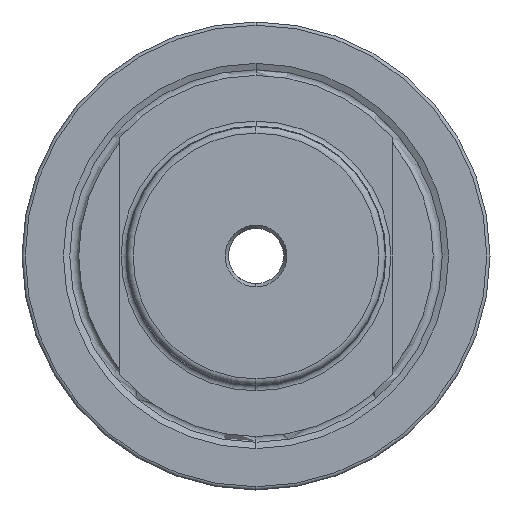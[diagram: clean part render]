
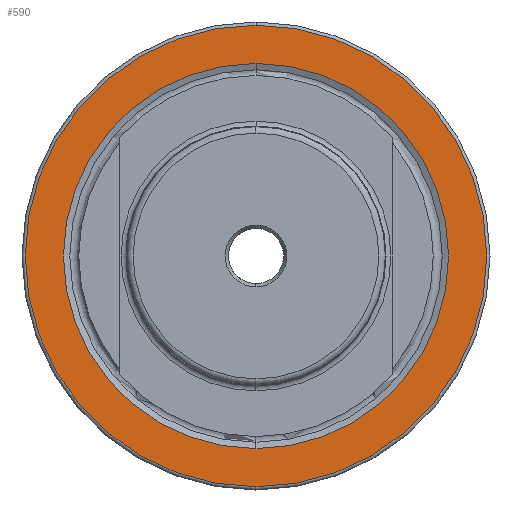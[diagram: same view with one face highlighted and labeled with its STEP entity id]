
A CAD part, left-side view. The second image highlights one B-rep face of the part: STEP entity #590.
In plain terms, the highlighted planar face has unit normal (-1, 0, 0).
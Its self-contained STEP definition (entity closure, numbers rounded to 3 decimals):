
#43 = AXIS2_PLACEMENT_3D ( 'NONE', #4247, #3115, #4434 ) ;
#325 = ORIENTED_EDGE ( 'NONE', *, *, #4056, .T. ) ;
#439 = AXIS2_PLACEMENT_3D ( 'NONE', #5123, #2502, #5570 ) ;
#499 = CARTESIAN_POINT ( 'NONE',  ( 40., 0., 29.626 ) ) ;
#590 = ADVANCED_FACE ( 'NONE', ( #1225, #2241 ), #658, .F. ) ;
#631 = DIRECTION ( 'NONE',  ( 1., 0., 0. ) ) ;
#638 = DIRECTION ( 'NONE',  ( 0., 0., -1. ) ) ;
#658 = PLANE ( 'NONE',  #3181 ) ;
#666 = VERTEX_POINT ( 'NONE', #1551 ) ;
#767 = AXIS2_PLACEMENT_3D ( 'NONE', #3696, #1069, #4121 ) ;
#923 = DIRECTION ( 'NONE',  ( -1., 0., 0. ) ) ;
#1069 = DIRECTION ( 'NONE',  ( -1., 0., 0. ) ) ;
#1225 = FACE_BOUND ( 'NONE', #1691, .T. ) ;
#1437 = ORIENTED_EDGE ( 'NONE', *, *, #2179, .F. ) ;
#1498 = ORIENTED_EDGE ( 'NONE', *, *, #3222, .F. ) ;
#1551 = CARTESIAN_POINT ( 'NONE',  ( 40., 0., 29.626 ) ) ;
#1584 = CIRCLE ( 'NONE', #1957, 35.5 ) ;
#1623 = VERTEX_POINT ( 'NONE', #5581 ) ;
#1691 = EDGE_LOOP ( 'NONE', ( #1437, #1498 ) ) ;
#1733 = ORIENTED_EDGE ( 'NONE', *, *, #4857, .T. ) ;
#1957 = AXIS2_PLACEMENT_3D ( 'NONE', #3549, #923, #3979 ) ;
#2037 = EDGE_LOOP ( 'NONE', ( #1733, #325 ) ) ;
#2179 = EDGE_CURVE ( 'NONE', #666, #2833, #2326, .T. ) ;
#2200 = CIRCLE ( 'NONE', #767, 29.626 ) ;
#2241 = FACE_OUTER_BOUND ( 'NONE', #2037, .T. ) ;
#2326 = CIRCLE ( 'NONE', #43, 29.626 ) ;
#2502 = DIRECTION ( 'NONE',  ( -1., 0., 0. ) ) ;
#2833 = VERTEX_POINT ( 'NONE', #3240 ) ;
#3084 = CARTESIAN_POINT ( 'NONE',  ( 40., 0., -35.5 ) ) ;
#3115 = DIRECTION ( 'NONE',  ( -1., 0., 0. ) ) ;
#3181 = AXIS2_PLACEMENT_3D ( 'NONE', #499, #631, #638 ) ;
#3222 = EDGE_CURVE ( 'NONE', #2833, #666, #2200, .T. ) ;
#3240 = CARTESIAN_POINT ( 'NONE',  ( 40., 0., -29.626 ) ) ;
#3549 = CARTESIAN_POINT ( 'NONE',  ( 40., 0., 0. ) ) ;
#3696 = CARTESIAN_POINT ( 'NONE',  ( 40., 0., 0. ) ) ;
#3979 = DIRECTION ( 'NONE',  ( 0., 0., 1. ) ) ;
#4056 = EDGE_CURVE ( 'NONE', #4858, #1623, #4859, .T. ) ;
#4121 = DIRECTION ( 'NONE',  ( 0., 0., 1. ) ) ;
#4247 = CARTESIAN_POINT ( 'NONE',  ( 40., 0., 0. ) ) ;
#4434 = DIRECTION ( 'NONE',  ( 0., 0., 1. ) ) ;
#4857 = EDGE_CURVE ( 'NONE', #1623, #4858, #1584, .T. ) ;
#4858 = VERTEX_POINT ( 'NONE', #3084 ) ;
#4859 = CIRCLE ( 'NONE', #439, 35.5 ) ;
#5123 = CARTESIAN_POINT ( 'NONE',  ( 40., 0., 0. ) ) ;
#5570 = DIRECTION ( 'NONE',  ( 0., 0., 1. ) ) ;
#5581 = CARTESIAN_POINT ( 'NONE',  ( 40., 0., 35.5 ) ) ;
